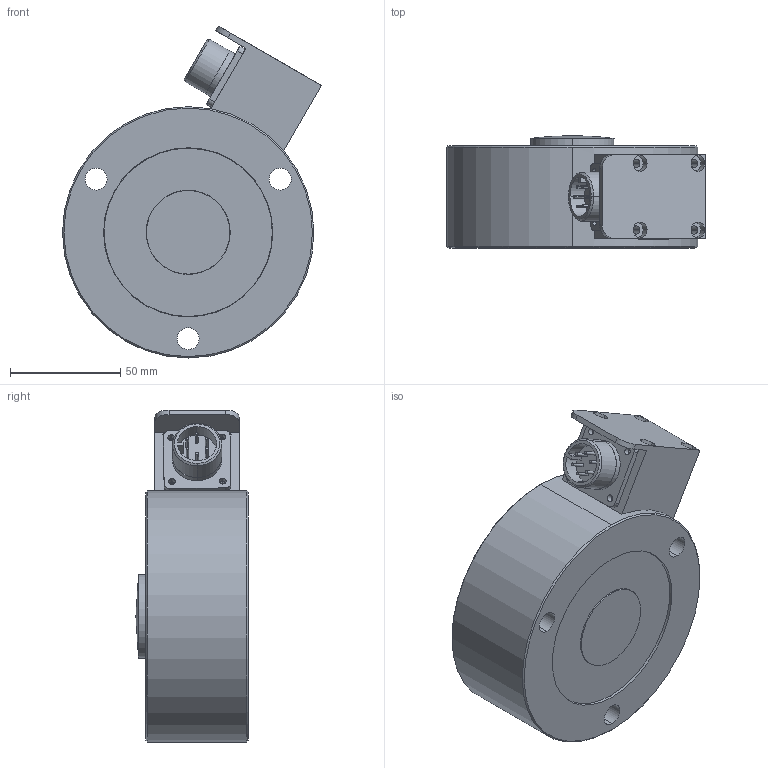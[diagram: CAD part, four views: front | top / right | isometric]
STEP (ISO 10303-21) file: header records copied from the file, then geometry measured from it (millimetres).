
FILE_DESCRIPTION (( 'STEP AP214' ), '1' );
FILE_NAME ('PG3-50K-000 Assembly Model.STEP', '2023-04-28T19:45:12', ( '' ), ( '' ), 'SwSTEP 2.0', 'SolidWorks 2021', '' );
FILE_SCHEMA (( 'AUTOMOTIVE_DESIGN' ));
Length unit declared in the file: inch
Products named in the file (1): PG3-50K-000 Assembly Model
Bounding box: 117.25 x 50.8 x 150.31 mm (x, y, z)
Volume: 401263.8 mm3; surface area: 85699.2 mm2
Topology: 5 solids, 5 shells, 287 faces, 692 edges, 439 vertices
Faces by surface type: cylinder 147, plane 75, cone 43, torus 20, sphere 2
Entity records: 12739 total; most frequent: CARTESIAN_POINT 1957, DIRECTION 1574, ORIENTED_EDGE 1368, EDGE_CURVE 684, AXIS2_PLACEMENT_3D 656, VERTEX_POINT 439, CIRCLE 368, EDGE_LOOP 357
